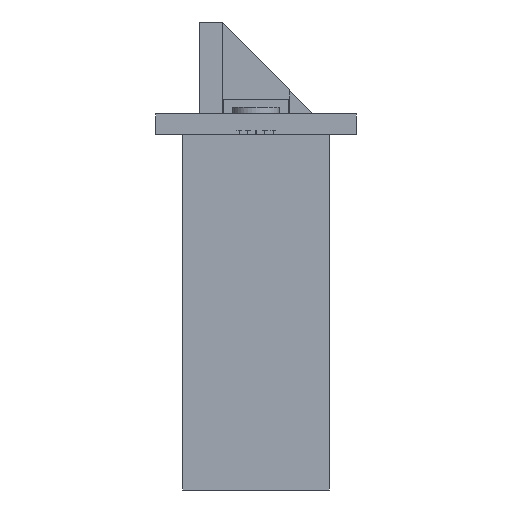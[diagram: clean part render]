
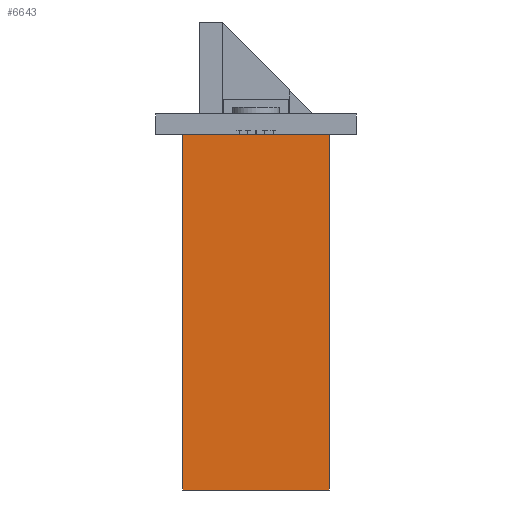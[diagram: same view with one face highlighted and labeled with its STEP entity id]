
A CAD part, front view. The second image highlights one B-rep face of the part: STEP entity #6643.
In plain terms, the highlighted planar face has unit normal (0, -1, 0).
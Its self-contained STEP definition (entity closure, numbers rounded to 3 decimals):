
#295 = VERTEX_POINT ( 'NONE', #6867 ) ;
#429 = ORIENTED_EDGE ( 'NONE', *, *, #2463, .F. ) ;
#738 = VECTOR ( 'NONE', #17312, 1000. ) ;
#1139 = ORIENTED_EDGE ( 'NONE', *, *, #22074, .F. ) ;
#1211 = DIRECTION ( 'NONE',  ( -1., 0., 0. ) ) ;
#2463 = EDGE_CURVE ( 'NONE', #295, #18179, #10751, .T. ) ;
#2838 = ORIENTED_EDGE ( 'NONE', *, *, #10952, .T. ) ;
#3435 = DIRECTION ( 'NONE',  ( 0., 0., 1. ) ) ;
#3815 = ORIENTED_EDGE ( 'NONE', *, *, #18109, .T. ) ;
#5520 = LINE ( 'NONE', #11907, #738 ) ;
#6632 = CARTESIAN_POINT ( 'NONE',  ( -8.75, 27.9, -42.5 ) ) ;
#6643 = ADVANCED_FACE ( 'NONE', ( #7179 ), #19704, .F. ) ;
#6867 = CARTESIAN_POINT ( 'NONE',  ( 8.75, 27.9, -42.5 ) ) ;
#7179 = FACE_OUTER_BOUND ( 'NONE', #12226, .T. ) ;
#8360 = CARTESIAN_POINT ( 'NONE',  ( -8.75, 27.9, -42.5 ) ) ;
#8487 = VECTOR ( 'NONE', #3435, 1000. ) ;
#8969 = DIRECTION ( 'NONE',  ( 0., 1., 0. ) ) ;
#9659 = AXIS2_PLACEMENT_3D ( 'NONE', #12541, #8969, #12297 ) ;
#9898 = CARTESIAN_POINT ( 'NONE',  ( 8.75, 27.9, 0. ) ) ;
#10061 = LINE ( 'NONE', #8360, #12025 ) ;
#10751 = LINE ( 'NONE', #6632, #18638 ) ;
#10952 = EDGE_CURVE ( 'NONE', #295, #13519, #13304, .T. ) ;
#11907 = CARTESIAN_POINT ( 'NONE',  ( -8.75, 27.9, 0. ) ) ;
#12025 = VECTOR ( 'NONE', #15754, 1000. ) ;
#12226 = EDGE_LOOP ( 'NONE', ( #3815, #1139, #429, #2838 ) ) ;
#12297 = DIRECTION ( 'NONE',  ( -1., 0., 0. ) ) ;
#12541 = CARTESIAN_POINT ( 'NONE',  ( -8.75, 27.9, -42.5 ) ) ;
#13304 = LINE ( 'NONE', #15154, #8487 ) ;
#13519 = VERTEX_POINT ( 'NONE', #9898 ) ;
#15154 = CARTESIAN_POINT ( 'NONE',  ( 8.75, 27.9, -42.5 ) ) ;
#15754 = DIRECTION ( 'NONE',  ( 0., 0., 1. ) ) ;
#17312 = DIRECTION ( 'NONE',  ( -1., 0., 0. ) ) ;
#17715 = CARTESIAN_POINT ( 'NONE',  ( -8.75, 27.9, -42.5 ) ) ;
#18109 = EDGE_CURVE ( 'NONE', #13519, #22648, #5520, .T. ) ;
#18179 = VERTEX_POINT ( 'NONE', #17715 ) ;
#18638 = VECTOR ( 'NONE', #1211, 1000. ) ;
#18767 = CARTESIAN_POINT ( 'NONE',  ( -8.75, 27.9, 0. ) ) ;
#19704 = PLANE ( 'NONE',  #9659 ) ;
#22074 = EDGE_CURVE ( 'NONE', #18179, #22648, #10061, .T. ) ;
#22648 = VERTEX_POINT ( 'NONE', #18767 ) ;
